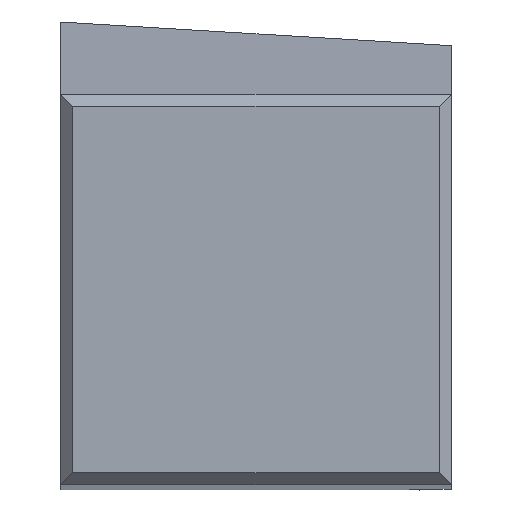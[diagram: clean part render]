
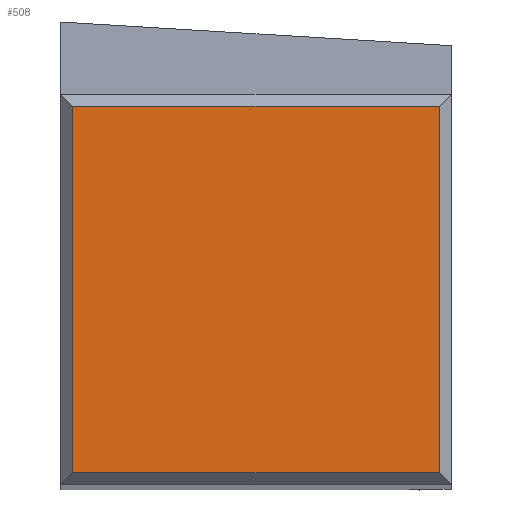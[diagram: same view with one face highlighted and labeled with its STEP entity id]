
A CAD part, top view. The second image highlights one B-rep face of the part: STEP entity #508.
In plain terms, the highlighted planar face has unit normal (0, 0, 1).
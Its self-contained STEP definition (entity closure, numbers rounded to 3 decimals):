
#112=DIRECTION('',(-1.,0.,0.));
#113=VECTOR('',#112,15.);
#114=CARTESIAN_POINT('',(15.5,15.5,0.));
#115=LINE('',#114,#113);
#119=DIRECTION('',(0.,1.,0.));
#120=VECTOR('',#119,15.);
#121=CARTESIAN_POINT('',(15.5,0.5,0.));
#122=LINE('',#121,#120);
#126=DIRECTION('',(1.,0.,0.));
#127=VECTOR('',#126,15.);
#128=CARTESIAN_POINT('',(0.5,0.5,0.));
#129=LINE('',#128,#127);
#133=DIRECTION('',(0.,-1.,0.));
#134=VECTOR('',#133,15.);
#135=CARTESIAN_POINT('',(0.5,15.5,0.));
#136=LINE('',#135,#134);
#444=CARTESIAN_POINT('',(15.5,15.5,0.));
#445=CARTESIAN_POINT('',(0.5,15.5,0.));
#446=VERTEX_POINT('',#444);
#447=VERTEX_POINT('',#445);
#454=CARTESIAN_POINT('',(0.5,0.5,0.));
#455=VERTEX_POINT('',#454);
#458=CARTESIAN_POINT('',(15.5,0.5,0.));
#459=VERTEX_POINT('',#458);
#493=CARTESIAN_POINT('',(0.,0.,0.));
#494=DIRECTION('',(0.,0.,-1.));
#495=DIRECTION('',(0.,1.,0.));
#496=AXIS2_PLACEMENT_3D('',#493,#494,#495);
#497=PLANE('',#496);
#499=ORIENTED_EDGE('',*,*,#498,.F.);
#501=ORIENTED_EDGE('',*,*,#500,.F.);
#503=ORIENTED_EDGE('',*,*,#502,.F.);
#505=ORIENTED_EDGE('',*,*,#504,.F.);
#506=EDGE_LOOP('',(#499,#501,#503,#505));
#507=FACE_OUTER_BOUND('',#506,.F.);
#498=EDGE_CURVE('',#446,#447,#115,.T.);
#500=EDGE_CURVE('',#459,#446,#122,.T.);
#502=EDGE_CURVE('',#455,#459,#129,.T.);
#504=EDGE_CURVE('',#447,#455,#136,.T.);
#508=ADVANCED_FACE('',(#507),#497,.F.);
